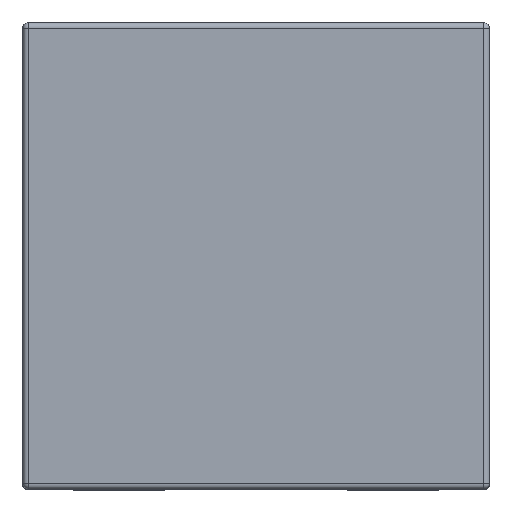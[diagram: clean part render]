
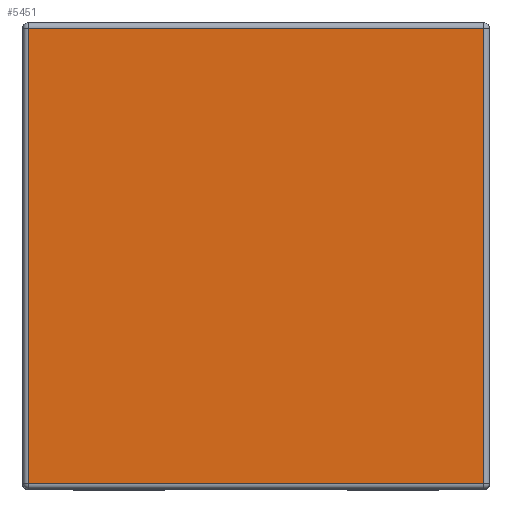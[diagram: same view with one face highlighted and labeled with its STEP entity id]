
A CAD part, top view. The second image highlights one B-rep face of the part: STEP entity #5451.
In plain terms, the highlighted planar face has unit normal (0, 0, 1).
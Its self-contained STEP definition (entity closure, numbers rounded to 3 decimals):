
#6 = CARTESIAN_POINT ( 'NONE',  ( 2., -2., 3. ) ) ;
#197 = VERTEX_POINT ( 'NONE', #11849 ) ;
#283 = CARTESIAN_POINT ( 'NONE',  ( -2., -2.05, 3. ) ) ;
#796 = VERTEX_POINT ( 'NONE', #10712 ) ;
#1058 = CARTESIAN_POINT ( 'NONE',  ( 2.05, -2., 3. ) ) ;
#1647 = LINE ( 'NONE', #10374, #5950 ) ;
#1715 = DIRECTION ( 'NONE',  ( -1., 0., 0. ) ) ;
#1882 = EDGE_CURVE ( 'NONE', #197, #796, #7037, .T. ) ;
#1933 = VECTOR ( 'NONE', #7041, 1000. ) ;
#2140 = DIRECTION ( 'NONE',  ( 1., 0., 0. ) ) ;
#2200 = DIRECTION ( 'NONE',  ( 0., 0., 1. ) ) ;
#2297 = VERTEX_POINT ( 'NONE', #6 ) ;
#3780 = ORIENTED_EDGE ( 'NONE', *, *, #10811, .T. ) ;
#4165 = EDGE_LOOP ( 'NONE', ( #5422, #10200, #3780, #5332 ) ) ;
#5301 = AXIS2_PLACEMENT_3D ( 'NONE', #10864, #2200, #2140 ) ;
#5332 = ORIENTED_EDGE ( 'NONE', *, *, #7968, .T. ) ;
#5422 = ORIENTED_EDGE ( 'NONE', *, *, #1882, .T. ) ;
#5451 = ADVANCED_FACE ( 'NONE', ( #11771 ), #6083, .T. ) ;
#5950 = VECTOR ( 'NONE', #1715, 1000. ) ;
#6083 = PLANE ( 'NONE',  #5301 ) ;
#6884 = EDGE_CURVE ( 'NONE', #796, #2297, #8879, .T. ) ;
#7037 = LINE ( 'NONE', #283, #12305 ) ;
#7041 = DIRECTION ( 'NONE',  ( 0., 1., 0. ) ) ;
#7093 = DIRECTION ( 'NONE',  ( 0., -1., 0. ) ) ;
#7911 = VECTOR ( 'NONE', #8942, 1000. ) ;
#7968 = EDGE_CURVE ( 'NONE', #9742, #197, #1647, .T. ) ;
#8879 = LINE ( 'NONE', #1058, #7911 ) ;
#8942 = DIRECTION ( 'NONE',  ( 1., 0., 0. ) ) ;
#9742 = VERTEX_POINT ( 'NONE', #12323 ) ;
#9814 = CARTESIAN_POINT ( 'NONE',  ( 2., 2.05, 3. ) ) ;
#9878 = LINE ( 'NONE', #9814, #1933 ) ;
#10200 = ORIENTED_EDGE ( 'NONE', *, *, #6884, .T. ) ;
#10374 = CARTESIAN_POINT ( 'NONE',  ( -2.05, 2., 3. ) ) ;
#10712 = CARTESIAN_POINT ( 'NONE',  ( -2., -2., 3. ) ) ;
#10811 = EDGE_CURVE ( 'NONE', #2297, #9742, #9878, .T. ) ;
#10864 = CARTESIAN_POINT ( 'NONE',  ( 0., 0., 3. ) ) ;
#11771 = FACE_OUTER_BOUND ( 'NONE', #4165, .T. ) ;
#11849 = CARTESIAN_POINT ( 'NONE',  ( -2., 2., 3. ) ) ;
#12305 = VECTOR ( 'NONE', #7093, 1000. ) ;
#12323 = CARTESIAN_POINT ( 'NONE',  ( 2., 2., 3. ) ) ;
